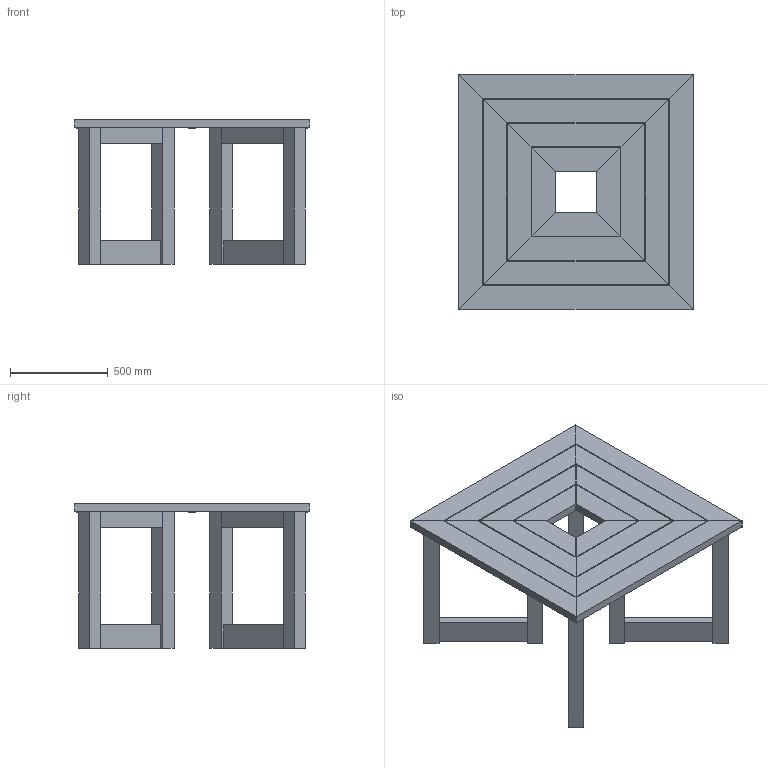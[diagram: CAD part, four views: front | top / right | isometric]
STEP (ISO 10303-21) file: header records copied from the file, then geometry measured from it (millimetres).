
FILE_DESCRIPTION(/* description */ (''),/* implementation_level */ '2;1');
FILE_NAME(/* name */ 'TA Canvas 3D.stp',/* time_stamp */ '2021-11-26T11:21:58+01:00',/* author */ ('vital'),/* organization */ (''),/* preprocessor_version */ 'ST-DEVELOPER v18.1',/* originating_system */ 'Autodesk Inventor 2022',/* authorisation */ '');
FILE_SCHEMA (('AUTOMOTIVE_DESIGN { 1 0 10303 214 3 1 1 }'));
Length unit declared in the file: millimetre
Products named in the file (1): TA Canvas 3D
Bounding box: 1200 x 1200 x 740 mm (x, y, z)
Volume: 110500784.6 mm3; surface area: 7445521.3 mm2
Topology: 40 solids, 40 shells, 272 faces, 576 edges, 384 vertices
Faces by surface type: plane 256, cylinder 16
Entity records: 7473 total; most frequent: CARTESIAN_POINT 1233, DIRECTION 1154, ORIENTED_EDGE 1152, EDGE_CURVE 576, LINE 544, VECTOR 544, VERTEX_POINT 384, STYLED_ITEM 312
